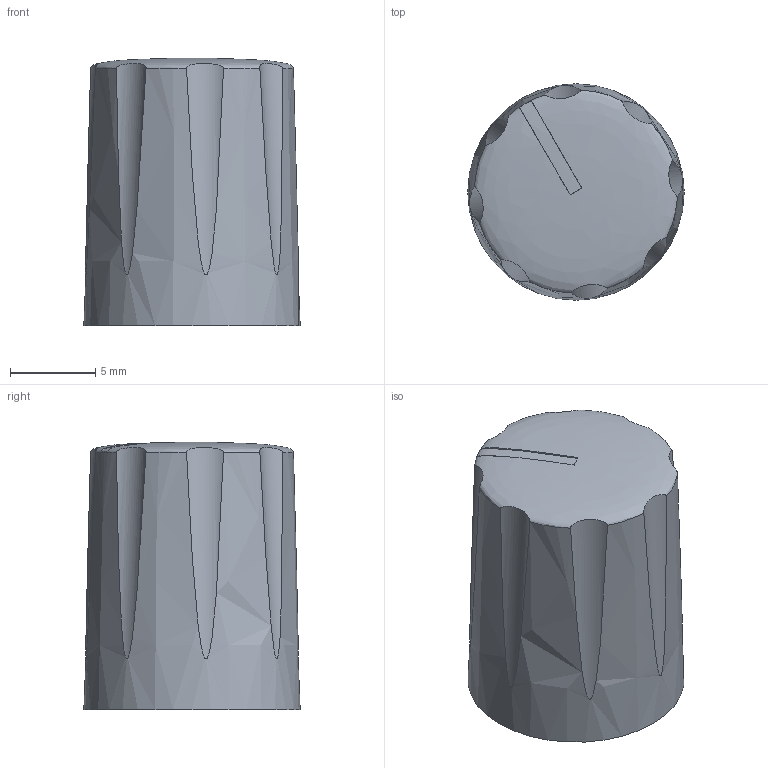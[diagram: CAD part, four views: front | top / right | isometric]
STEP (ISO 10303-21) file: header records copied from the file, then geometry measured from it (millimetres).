
FILE_DESCRIPTION(/* description */ (''),/* implementation_level */ '2;1');
FILE_NAME(/* name */ 'Davies_1900h_bl.step',/* time_stamp */ '2021-02-08T18:36:08+01:00',/* author */ (''),/* organization */ (''),/* preprocessor_version */ 'ST-DEVELOPER v18.1',/* originating_system */ 'Autodesk Translation Framework v9.7.1.1290',/* authorisation */ '');
FILE_SCHEMA (('AUTOMOTIVE_DESIGN { 1 0 10303 214 3 1 1 }'));
Length unit declared in the file: millimetre
Products named in the file (1): Davies 1900h knob
Bounding box: 12.7 x 12.7 x 15.7 mm (x, y, z)
Volume: 1100.2 mm3; surface area: 1862.8 mm2
Topology: 1 solids, 1 shells, 21 faces, 56 edges, 37 vertices
Faces by surface type: cylinder 10, plane 5, bspline 4, cone 2
Full cylindrical faces by diameter (mm): 6 x1, 7.9 x1
Entity records: 1975 total; most frequent: CARTESIAN_POINT 1479, ORIENTED_EDGE 108, DIRECTION 71, EDGE_CURVE 54, VERTEX_POINT 37, AXIS2_PLACEMENT_3D 32, B_SPLINE_CURVE_WITH_KNOTS 30, EDGE_LOOP 23
